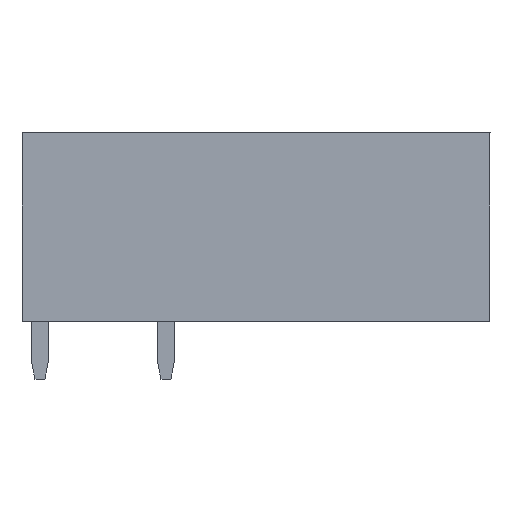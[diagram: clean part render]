
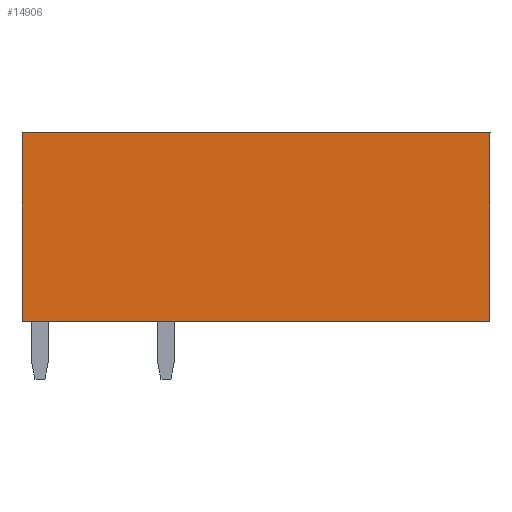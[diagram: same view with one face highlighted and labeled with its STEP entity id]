
A CAD part, left-side view. The second image highlights one B-rep face of the part: STEP entity #14906.
In plain terms, the highlighted planar face has unit normal (-1, 0, 0).
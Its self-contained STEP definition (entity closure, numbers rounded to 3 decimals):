
#349=CARTESIAN_POINT('Vertex',(0.,28.3,3.5)) ;
#352=CARTESIAN_POINT('Line Origine',(0.,28.3,9.2)) ;
#356=CARTESIAN_POINT('Vertex',(0.,28.3,14.9)) ;
#665=CARTESIAN_POINT('Vertex',(0.,0.,3.5)) ;
#668=CARTESIAN_POINT('Line Origine',(0.,14.15,3.5)) ;
#797=CARTESIAN_POINT('Vertex',(0.,0.,14.9)) ;
#800=CARTESIAN_POINT('Line Origine',(0.,0.,9.2)) ;
#2988=CARTESIAN_POINT('Line Origine',(0.,14.15,14.9)) ;
#14895=CARTESIAN_POINT('Axis2P3D Location',(0.,0.,14.9)) ;
#353=DIRECTION('Vector Direction',(0.,0.,-1.)) ;
#669=DIRECTION('Vector Direction',(0.,1.,0.)) ;
#801=DIRECTION('Vector Direction',(0.,0.,-1.)) ;
#2989=DIRECTION('Vector Direction',(0.,1.,0.)) ;
#14896=DIRECTION('Axis2P3D Direction',(1.,-0.,0.)) ;
#14897=DIRECTION('Axis2P3D XDirection',(0.,0.,-1.)) ;
#14898=AXIS2_PLACEMENT_3D('Plane Axis2P3D',#14895,#14896,#14897) ;
#14901=ORIENTED_EDGE('',*,*,#358,.T.) ;
#14902=ORIENTED_EDGE('',*,*,#672,.F.) ;
#14903=ORIENTED_EDGE('',*,*,#804,.F.) ;
#14904=ORIENTED_EDGE('',*,*,#2992,.T.) ;
#354=VECTOR('Line Direction',#353,1.) ;
#670=VECTOR('Line Direction',#669,1.) ;
#802=VECTOR('Line Direction',#801,1.) ;
#2990=VECTOR('Line Direction',#2989,1.) ;
#14906=ADVANCED_FACE('HOUSING',(#14905),#14899,.F.) ;
#358=EDGE_CURVE('',#357,#350,#355,.T.) ;
#672=EDGE_CURVE('',#666,#350,#671,.T.) ;
#804=EDGE_CURVE('',#798,#666,#803,.T.) ;
#2992=EDGE_CURVE('',#798,#357,#2991,.T.) ;
#14900=EDGE_LOOP('',(#14901,#14902,#14903,#14904)) ;
#14905=FACE_OUTER_BOUND('',#14900,.T.) ;
#355=LINE('Line',#352,#354) ;
#671=LINE('Line',#668,#670) ;
#803=LINE('Line',#800,#802) ;
#2991=LINE('Line',#2988,#2990) ;
#14899=PLANE('',#14898) ;
#350=VERTEX_POINT('',#349) ;
#357=VERTEX_POINT('',#356) ;
#666=VERTEX_POINT('',#665) ;
#798=VERTEX_POINT('',#797) ;
